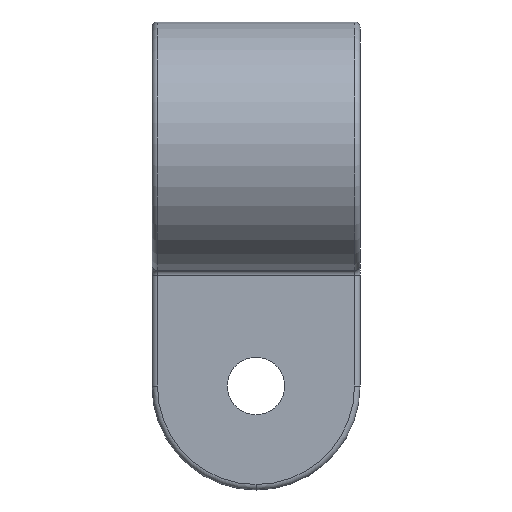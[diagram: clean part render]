
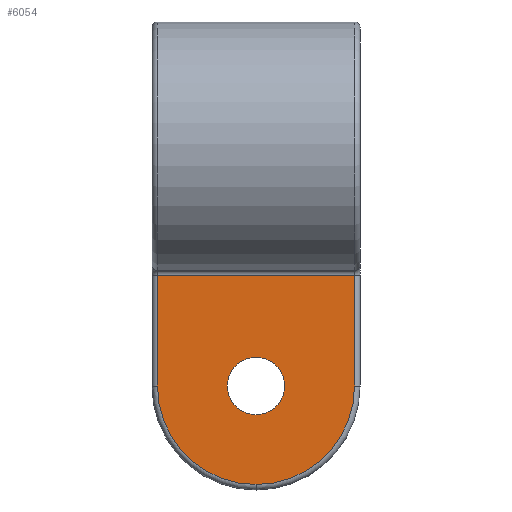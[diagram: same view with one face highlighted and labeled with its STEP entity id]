
A CAD part, left-side view. The second image highlights one B-rep face of the part: STEP entity #6054.
In plain terms, the highlighted planar face has unit normal (-1, 0, 0).
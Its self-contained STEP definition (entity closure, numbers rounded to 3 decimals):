
#70 = EDGE_CURVE ( 'NONE', #3933, #471, #1414, .T. ) ;
#143 = LINE ( 'NONE', #5046, #2868 ) ;
#471 = VERTEX_POINT ( 'NONE', #4260 ) ;
#493 = VECTOR ( 'NONE', #11625, 1000. ) ;
#905 = ORIENTED_EDGE ( 'NONE', *, *, #3209, .T. ) ;
#981 = EDGE_CURVE ( 'NONE', #471, #9972, #1384, .T. ) ;
#1011 = VERTEX_POINT ( 'NONE', #3306 ) ;
#1200 = EDGE_LOOP ( 'NONE', ( #5921, #1558, #6969, #12032, #905 ) ) ;
#1384 = LINE ( 'NONE', #7921, #493 ) ;
#1414 = CIRCLE ( 'NONE', #4973, 18. ) ;
#1558 = ORIENTED_EDGE ( 'NONE', *, *, #9398, .T. ) ;
#1914 = FACE_BOUND ( 'NONE', #5435, .T. ) ;
#2046 = CIRCLE ( 'NONE', #6999, 5.25 ) ;
#2201 = DIRECTION ( 'NONE',  ( 1., 0., 0. ) ) ;
#2513 = DIRECTION ( 'NONE',  ( 0., 0., -1. ) ) ;
#2868 = VECTOR ( 'NONE', #3193, 1000. ) ;
#3193 = DIRECTION ( 'NONE',  ( 0., 0., -1. ) ) ;
#3209 = EDGE_CURVE ( 'NONE', #9972, #4089, #10053, .T. ) ;
#3226 = EDGE_CURVE ( 'NONE', #4089, #1011, #143, .T. ) ;
#3306 = CARTESIAN_POINT ( 'NONE',  ( -4.5, 18., -43.5 ) ) ;
#3513 = DIRECTION ( 'NONE',  ( 0., 0., -1. ) ) ;
#3933 = VERTEX_POINT ( 'NONE', #5359 ) ;
#4079 = CARTESIAN_POINT ( 'NONE',  ( -4.5, 19., -22.555 ) ) ;
#4089 = VERTEX_POINT ( 'NONE', #10769 ) ;
#4260 = CARTESIAN_POINT ( 'NONE',  ( -4.5, -18., -43.5 ) ) ;
#4682 = CARTESIAN_POINT ( 'NONE',  ( -4.5, -18., -23.361 ) ) ;
#4973 = AXIS2_PLACEMENT_3D ( 'NONE', #12083, #8206, #2513 ) ;
#5046 = CARTESIAN_POINT ( 'NONE',  ( -4.5, 18., -43.5 ) ) ;
#5341 = AXIS2_PLACEMENT_3D ( 'NONE', #8929, #7034, #10856 ) ;
#5359 = CARTESIAN_POINT ( 'NONE',  ( -4.5, 0., -61.5 ) ) ;
#5435 = EDGE_LOOP ( 'NONE', ( #6229 ) ) ;
#5921 = ORIENTED_EDGE ( 'NONE', *, *, #3226, .T. ) ;
#6054 = ADVANCED_FACE ( 'NONE', ( #9591, #1914 ), #9820, .F. ) ;
#6229 = ORIENTED_EDGE ( 'NONE', *, *, #7309, .T. ) ;
#6581 = CARTESIAN_POINT ( 'NONE',  ( -4.5, 0., -48.75 ) ) ;
#6969 = ORIENTED_EDGE ( 'NONE', *, *, #70, .T. ) ;
#6999 = AXIS2_PLACEMENT_3D ( 'NONE', #11987, #9265, #3513 ) ;
#7034 = DIRECTION ( 'NONE',  ( -1., 0., 0. ) ) ;
#7309 = EDGE_CURVE ( 'NONE', #8310, #8310, #2046, .T. ) ;
#7533 = CIRCLE ( 'NONE', #5341, 18. ) ;
#7921 = CARTESIAN_POINT ( 'NONE',  ( -4.5, -18., -22.555 ) ) ;
#8206 = DIRECTION ( 'NONE',  ( -1., 0., 0. ) ) ;
#8310 = VERTEX_POINT ( 'NONE', #6581 ) ;
#8929 = CARTESIAN_POINT ( 'NONE',  ( -4.5, 0., -43.5 ) ) ;
#8942 = DIRECTION ( 'NONE',  ( 0., 1., 0. ) ) ;
#9265 = DIRECTION ( 'NONE',  ( 1., 0., 0. ) ) ;
#9398 = EDGE_CURVE ( 'NONE', #1011, #3933, #7533, .T. ) ;
#9591 = FACE_OUTER_BOUND ( 'NONE', #1200, .T. ) ;
#9820 = PLANE ( 'NONE',  #10966 ) ;
#9896 = CARTESIAN_POINT ( 'NONE',  ( -4.5, 19., -23.361 ) ) ;
#9972 = VERTEX_POINT ( 'NONE', #4682 ) ;
#10053 = LINE ( 'NONE', #9896, #10349 ) ;
#10349 = VECTOR ( 'NONE', #8942, 1000. ) ;
#10769 = CARTESIAN_POINT ( 'NONE',  ( -4.5, 18., -23.361 ) ) ;
#10856 = DIRECTION ( 'NONE',  ( 0., 0., -1. ) ) ;
#10966 = AXIS2_PLACEMENT_3D ( 'NONE', #4079, #2201, #11823 ) ;
#11625 = DIRECTION ( 'NONE',  ( 0., 0., 1. ) ) ;
#11823 = DIRECTION ( 'NONE',  ( 0., 0., -1. ) ) ;
#11987 = CARTESIAN_POINT ( 'NONE',  ( -4.5, 0., -43.5 ) ) ;
#12032 = ORIENTED_EDGE ( 'NONE', *, *, #981, .T. ) ;
#12083 = CARTESIAN_POINT ( 'NONE',  ( -4.5, 0., -43.5 ) ) ;
